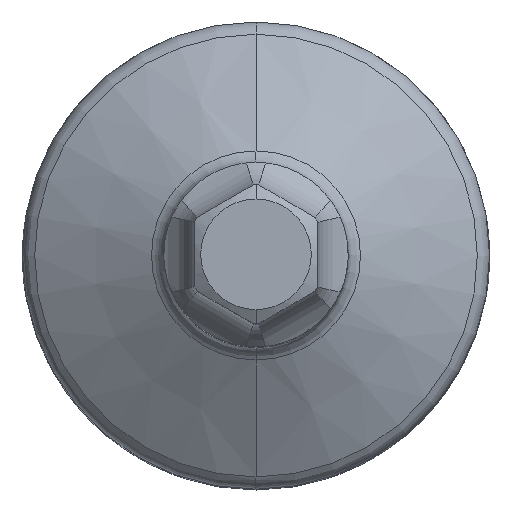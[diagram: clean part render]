
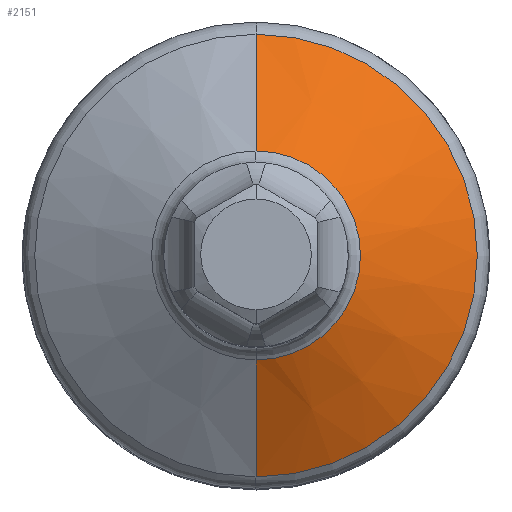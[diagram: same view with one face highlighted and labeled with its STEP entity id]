
A CAD part, top view. The second image highlights one B-rep face of the part: STEP entity #2151.
In plain terms, the highlighted conical face has half-angle 60 degrees and reference radius 6.625 mm.
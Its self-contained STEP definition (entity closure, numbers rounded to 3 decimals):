
#686=CARTESIAN_POINT('',(0.,0.,19.969));
#687=DIRECTION('',(0.,0.,1.));
#688=DIRECTION('',(0.,-1.,0.));
#689=AXIS2_PLACEMENT_3D('',#686,#687,#688);
#694=CARTESIAN_POINT('',(0.,0.,22.711));
#695=DIRECTION('',(0.,0.,-1.));
#696=DIRECTION('',(0.,1.,0.));
#697=AXIS2_PLACEMENT_3D('',#694,#695,#696);
#710=DIRECTION('',(0.,-0.866,0.5));
#711=VECTOR('',#710,5.485);
#712=CARTESIAN_POINT('',(0.,9.,19.969));
#713=LINE('',#712,#711);
#725=DIRECTION('',(0.,0.866,0.5));
#726=VECTOR('',#725,5.485);
#727=CARTESIAN_POINT('',(0.,-9.,19.969));
#728=LINE('',#727,#726);
#1645=CARTESIAN_POINT('',(0.,9.,19.969));
#1646=CARTESIAN_POINT('',(0.,-9.,19.969));
#1647=VERTEX_POINT('',#1645);
#1648=VERTEX_POINT('',#1646);
#1661=CARTESIAN_POINT('',(0.,-4.25,22.711));
#1662=CARTESIAN_POINT('',(0.,4.25,22.711));
#1663=VERTEX_POINT('',#1661);
#1664=VERTEX_POINT('',#1662);
#2137=CARTESIAN_POINT('',(0.,0.,21.34));
#2138=DIRECTION('',(0.,0.,-1.));
#2139=DIRECTION('',(0.,-1.,0.));
#2140=AXIS2_PLACEMENT_3D('',#2137,#2138,#2139);
#2141=CONICAL_SURFACE('',#2140,6.625,60.);
#2142=ORIENTED_EDGE('',*,*,#2127,.F.);
#2144=ORIENTED_EDGE('',*,*,#2143,.T.);
#2146=ORIENTED_EDGE('',*,*,#2145,.F.);
#2148=ORIENTED_EDGE('',*,*,#2147,.F.);
#2149=EDGE_LOOP('',(#2142,#2144,#2146,#2148));
#2150=FACE_OUTER_BOUND('',#2149,.F.);
#2151=ADVANCED_FACE('',(#2150),#2141,.T.);
#690=CIRCLE('',#689,9.);
#698=CIRCLE('',#697,4.25);
#2127=EDGE_CURVE('',#1648,#1647,#690,.T.);
#2143=EDGE_CURVE('',#1648,#1663,#728,.T.);
#2145=EDGE_CURVE('',#1664,#1663,#698,.T.);
#2147=EDGE_CURVE('',#1647,#1664,#713,.T.);
